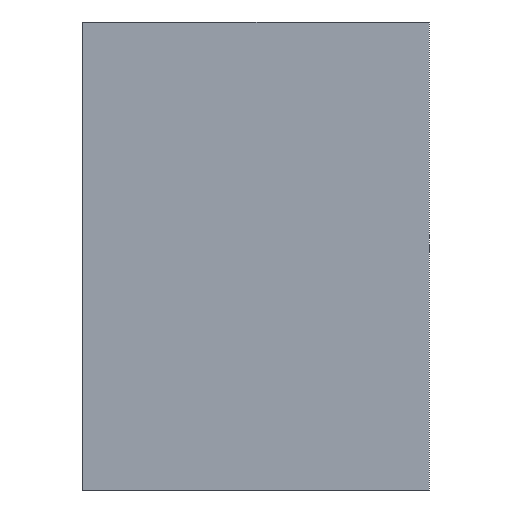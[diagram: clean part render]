
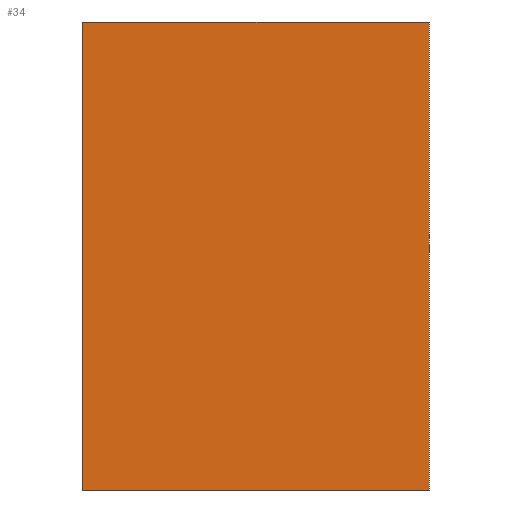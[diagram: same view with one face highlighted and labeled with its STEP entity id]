
A CAD part, left-side view. The second image highlights one B-rep face of the part: STEP entity #34.
In plain terms, the highlighted planar face has unit normal (-1, 0, 0).
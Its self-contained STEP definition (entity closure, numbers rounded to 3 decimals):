
#12 = PLANE ( 'NONE',  #773 ) ;
#34 = ADVANCED_FACE ( 'NONE', ( #819 ), #12, .F. ) ;
#69 = VERTEX_POINT ( 'NONE', #1140 ) ;
#73 = VECTOR ( 'NONE', #321, 1000. ) ;
#83 = EDGE_CURVE ( 'NONE', #898, #483, #591, .T. ) ;
#88 = DIRECTION ( 'NONE',  ( 0., 0., 1. ) ) ;
#126 = VECTOR ( 'NONE', #908, 1000. ) ;
#188 = CARTESIAN_POINT ( 'NONE',  ( -0.5, 0.37, 0.25 ) ) ;
#192 = ORIENTED_EDGE ( 'NONE', *, *, #1069, .T. ) ;
#217 = CARTESIAN_POINT ( 'NONE',  ( -0.5, 0.37, 0.25 ) ) ;
#261 = CARTESIAN_POINT ( 'NONE',  ( -0.5, 0.37, 0.25 ) ) ;
#278 = CARTESIAN_POINT ( 'NONE',  ( -0.5, 0.37, 0.25 ) ) ;
#321 = DIRECTION ( 'NONE',  ( 0., -1., 0. ) ) ;
#437 = ORIENTED_EDGE ( 'NONE', *, *, #1212, .T. ) ;
#450 = CARTESIAN_POINT ( 'NONE',  ( -0.5, 0.37, -0.25 ) ) ;
#483 = VERTEX_POINT ( 'NONE', #863 ) ;
#532 = VECTOR ( 'NONE', #88, 1000. ) ;
#584 = DIRECTION ( 'NONE',  ( 0., 0., -1. ) ) ;
#591 = LINE ( 'NONE', #217, #73 ) ;
#596 = DIRECTION ( 'NONE',  ( 1., 0., 0. ) ) ;
#658 = CARTESIAN_POINT ( 'NONE',  ( -0.5, 0.37, -0.25 ) ) ;
#731 = LINE ( 'NONE', #261, #948 ) ;
#734 = EDGE_CURVE ( 'NONE', #755, #898, #731, .T. ) ;
#755 = VERTEX_POINT ( 'NONE', #450 ) ;
#773 = AXIS2_PLACEMENT_3D ( 'NONE', #188, #596, #584 ) ;
#819 = FACE_OUTER_BOUND ( 'NONE', #1090, .T. ) ;
#856 = CARTESIAN_POINT ( 'NONE',  ( -0.5, 0., 0.25 ) ) ;
#863 = CARTESIAN_POINT ( 'NONE',  ( -0.5, 0., 0.25 ) ) ;
#898 = VERTEX_POINT ( 'NONE', #278 ) ;
#908 = DIRECTION ( 'NONE',  ( 0., -1., 0. ) ) ;
#943 = ORIENTED_EDGE ( 'NONE', *, *, #734, .F. ) ;
#948 = VECTOR ( 'NONE', #1206, 1000. ) ;
#958 = LINE ( 'NONE', #856, #532 ) ;
#1069 = EDGE_CURVE ( 'NONE', #755, #69, #1150, .T. ) ;
#1090 = EDGE_LOOP ( 'NONE', ( #437, #1219, #943, #192 ) ) ;
#1140 = CARTESIAN_POINT ( 'NONE',  ( -0.5, 0., -0.25 ) ) ;
#1150 = LINE ( 'NONE', #658, #126 ) ;
#1206 = DIRECTION ( 'NONE',  ( 0., 0., 1. ) ) ;
#1212 = EDGE_CURVE ( 'NONE', #69, #483, #958, .T. ) ;
#1219 = ORIENTED_EDGE ( 'NONE', *, *, #83, .F. ) ;
